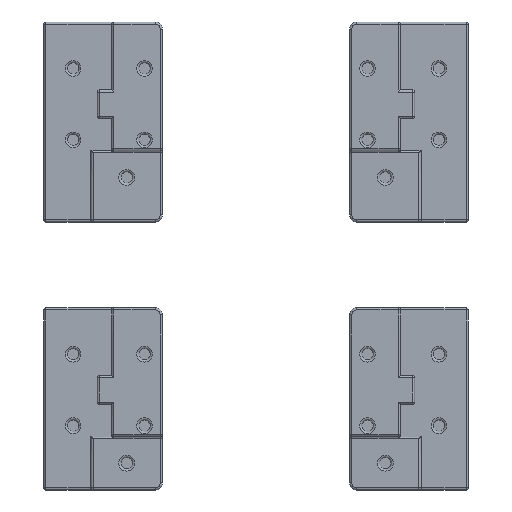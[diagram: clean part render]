
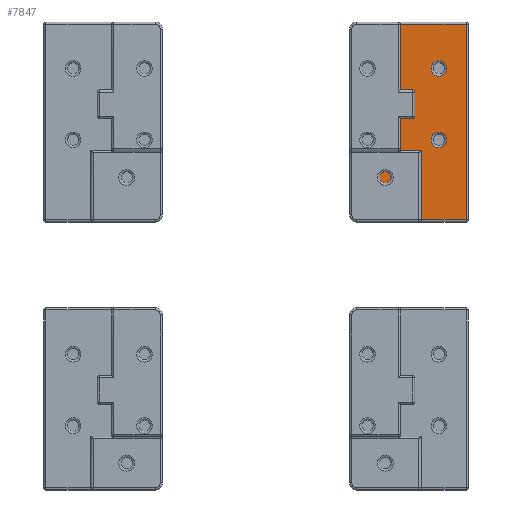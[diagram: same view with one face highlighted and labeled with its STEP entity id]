
A CAD part, front view. The second image highlights one B-rep face of the part: STEP entity #7847.
In plain terms, the highlighted planar face has unit normal (0, -1, 0).
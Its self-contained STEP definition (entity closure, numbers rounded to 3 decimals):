
#239=FACE_BOUND('',#1260,.T.);
#240=FACE_BOUND('',#1261,.T.);
#241=FACE_BOUND('',#1262,.T.);
#242=FACE_BOUND('',#1263,.T.);
#345=PLANE('',#8740);
#669=FACE_OUTER_BOUND('',#1259,.T.);
#1259=EDGE_LOOP('',(#6071,#6072,#6073,#6074,#6075,#6076));
#1260=EDGE_LOOP('',(#6077));
#1261=EDGE_LOOP('',(#6078));
#1262=EDGE_LOOP('',(#6079));
#1263=EDGE_LOOP('',(#6080));
#1925=CIRCLE('',#8726,1.4);
#1928=CIRCLE('',#8731,1.4);
#1931=CIRCLE('',#8741,2.2);
#1932=CIRCLE('',#8742,2.2);
#1933=CIRCLE('',#8743,2.2);
#1934=CIRCLE('',#8744,2.2);
#2508=LINE('',#13523,#2944);
#2509=LINE('',#13537,#2945);
#2517=LINE('',#13560,#2953);
#2518=LINE('',#13561,#2954);
#2944=VECTOR('',#10729,10.);
#2945=VECTOR('',#10744,10.);
#2953=VECTOR('',#10776,10.);
#2954=VECTOR('',#10777,10.);
#3507=VERTEX_POINT('',#13517);
#3509=VERTEX_POINT('',#13521);
#3510=VERTEX_POINT('',#13525);
#3513=VERTEX_POINT('',#13530);
#3515=VERTEX_POINT('',#13535);
#3518=VERTEX_POINT('',#13559);
#3519=VERTEX_POINT('',#13562);
#3520=VERTEX_POINT('',#13564);
#3521=VERTEX_POINT('',#13566);
#3522=VERTEX_POINT('',#13568);
#4389=EDGE_CURVE('',#3509,#3507,#2508,.T.);
#4393=EDGE_CURVE('',#3513,#3510,#1925,.T.);
#4395=EDGE_CURVE('',#3515,#3513,#2509,.T.);
#4398=EDGE_CURVE('',#3507,#3515,#1928,.T.);
#4407=EDGE_CURVE('',#3518,#3509,#2517,.T.);
#4408=EDGE_CURVE('',#3510,#3518,#2518,.T.);
#4409=EDGE_CURVE('',#3519,#3519,#1931,.T.);
#4410=EDGE_CURVE('',#3520,#3520,#1932,.T.);
#4411=EDGE_CURVE('',#3521,#3521,#1933,.T.);
#4412=EDGE_CURVE('',#3522,#3522,#1934,.T.);
#6071=ORIENTED_EDGE('',*,*,#4389,.F.);
#6072=ORIENTED_EDGE('',*,*,#4407,.F.);
#6073=ORIENTED_EDGE('',*,*,#4408,.F.);
#6074=ORIENTED_EDGE('',*,*,#4393,.F.);
#6075=ORIENTED_EDGE('',*,*,#4395,.F.);
#6076=ORIENTED_EDGE('',*,*,#4398,.F.);
#6077=ORIENTED_EDGE('',*,*,#4409,.F.);
#6078=ORIENTED_EDGE('',*,*,#4410,.F.);
#6079=ORIENTED_EDGE('',*,*,#4411,.F.);
#6080=ORIENTED_EDGE('',*,*,#4412,.F.);
#7847=ADVANCED_FACE('',(#669,#239,#240,#241,#242),#345,.F.);
#8726=AXIS2_PLACEMENT_3D('',#13532,#10738,#10739);
#8731=AXIS2_PLACEMENT_3D('',#13541,#10750,#10751);
#8740=AXIS2_PLACEMENT_3D('',#13558,#10774,#10775);
#8741=AXIS2_PLACEMENT_3D('',#13563,#10778,#10779);
#8742=AXIS2_PLACEMENT_3D('',#13565,#10780,#10781);
#8743=AXIS2_PLACEMENT_3D('',#13567,#10782,#10783);
#8744=AXIS2_PLACEMENT_3D('',#13569,#10784,#10785);
#10729=DIRECTION('',(-1.,0.,0.));
#10738=DIRECTION('center_axis',(0.,1.,0.));
#10739=DIRECTION('ref_axis',(-0.926,0.,0.378));
#10744=DIRECTION('',(0.,0.,1.));
#10750=DIRECTION('center_axis',(0.,1.,0.));
#10751=DIRECTION('ref_axis',(-0.707,0.,-0.707));
#10774=DIRECTION('center_axis',(0.,1.,0.));
#10775=DIRECTION('ref_axis',(0.,0.,1.));
#10776=DIRECTION('',(0.,0.,-1.));
#10777=DIRECTION('',(1.,0.,0.));
#10778=DIRECTION('center_axis',(0.,-1.,0.));
#10779=DIRECTION('ref_axis',(0.,0.,1.));
#10780=DIRECTION('center_axis',(0.,-1.,0.));
#10781=DIRECTION('ref_axis',(0.,0.,1.));
#10782=DIRECTION('center_axis',(0.,-1.,0.));
#10783=DIRECTION('ref_axis',(0.,0.,1.));
#10784=DIRECTION('center_axis',(0.,-1.,0.));
#10785=DIRECTION('ref_axis',(0.,0.,1.));
#13517=CARTESIAN_POINT('',(-13.,32.,47.6));
#13521=CARTESIAN_POINT('',(17.6,32.,47.6));
#13523=CARTESIAN_POINT('',(-6.7,32.,47.6));
#13525=CARTESIAN_POINT('',(-13.,32.,102.4));
#13530=CARTESIAN_POINT('',(-14.4,32.,101.));
#13532=CARTESIAN_POINT('Origin',(-13.,32.,101.));
#13535=CARTESIAN_POINT('',(-14.4,32.,49.));
#13537=CARTESIAN_POINT('',(-14.4,32.,90.25));
#13541=CARTESIAN_POINT('Origin',(-13.,32.,49.));
#13558=CARTESIAN_POINT('Origin',(1.6,32.,77.5));
#13559=CARTESIAN_POINT('',(17.6,32.,102.4));
#13560=CARTESIAN_POINT('',(17.6,32.,64.75));
#13561=CARTESIAN_POINT('',(9.9,32.,102.4));
#13562=CARTESIAN_POINT('',(10.,32.,67.8));
#13563=CARTESIAN_POINT('Origin',(10.,32.,70.));
#13564=CARTESIAN_POINT('',(-10.,32.,87.8));
#13565=CARTESIAN_POINT('Origin',(-10.,32.,90.));
#13566=CARTESIAN_POINT('',(10.,32.,87.8));
#13567=CARTESIAN_POINT('Origin',(10.,32.,90.));
#13568=CARTESIAN_POINT('',(-10.,32.,67.8));
#13569=CARTESIAN_POINT('Origin',(-10.,32.,70.));
